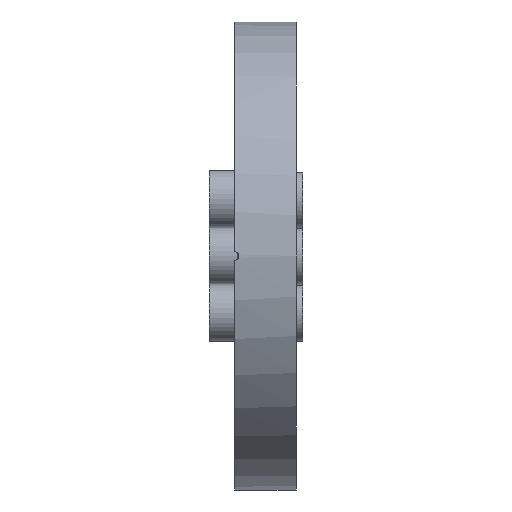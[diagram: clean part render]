
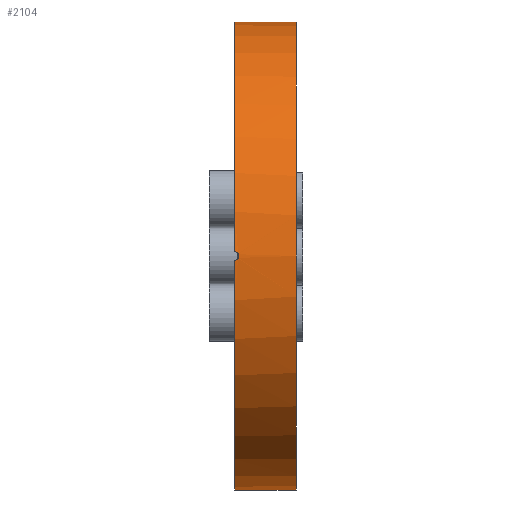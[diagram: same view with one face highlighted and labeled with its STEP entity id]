
A CAD part, left-side view. The second image highlights one B-rep face of the part: STEP entity #2104.
In plain terms, the highlighted cylindrical face has radius 57.15 mm (diameter 114.3 mm), a partial arc.
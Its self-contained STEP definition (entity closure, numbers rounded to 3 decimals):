
#36 = CARTESIAN_POINT ( 'NONE',  ( 0., -15., 0. ) ) ;
#62 = VERTEX_POINT ( 'NONE', #2209 ) ;
#177 = CARTESIAN_POINT ( 'NONE',  ( -57.143, -0.521, -0.893 ) ) ;
#206 = CARTESIAN_POINT ( 'NONE',  ( -57.141, -0.264, -1. ) ) ;
#225 = VERTEX_POINT ( 'NONE', #4224 ) ;
#261 = VECTOR ( 'NONE', #2007, 1000. ) ;
#309 = VERTEX_POINT ( 'NONE', #3061 ) ;
#325 = DIRECTION ( 'NONE',  ( 0., 0., 1. ) ) ;
#331 = DIRECTION ( 'NONE',  ( 0., 0., 1. ) ) ;
#341 = VERTEX_POINT ( 'NONE', #1345 ) ;
#367 = CARTESIAN_POINT ( 'NONE',  ( -57.148, -0.874, 0.503 ) ) ;
#672 = CARTESIAN_POINT ( 'NONE',  ( 0., -15., -57.15 ) ) ;
#678 = DIRECTION ( 'NONE',  ( 0., 1., 0. ) ) ;
#683 = CARTESIAN_POINT ( 'NONE',  ( 0., 0., 0. ) ) ;
#721 = LINE ( 'NONE', #1624, #1051 ) ;
#899 = ORIENTED_EDGE ( 'NONE', *, *, #3853, .F. ) ;
#943 = CARTESIAN_POINT ( 'NONE',  ( -57.147, -0.799, 0.615 ) ) ;
#993 = CYLINDRICAL_SURFACE ( 'NONE', #4491, 57.15 ) ;
#1051 = VECTOR ( 'NONE', #3044, 1000. ) ;
#1089 = AXIS2_PLACEMENT_3D ( 'NONE', #2764, #678, #325 ) ;
#1313 = ORIENTED_EDGE ( 'NONE', *, *, #2212, .F. ) ;
#1345 = CARTESIAN_POINT ( 'NONE',  ( 0., -15., 57.15 ) ) ;
#1439 = ORIENTED_EDGE ( 'NONE', *, *, #3879, .F. ) ;
#1451 = DIRECTION ( 'NONE',  ( 0., 1., 0. ) ) ;
#1624 = CARTESIAN_POINT ( 'NONE',  ( 0., -15., 57.15 ) ) ;
#1660 = CIRCLE ( 'NONE', #1089, 57.15 ) ;
#1676 = EDGE_CURVE ( 'NONE', #341, #225, #721, .T. ) ;
#1765 = ORIENTED_EDGE ( 'NONE', *, *, #1676, .T. ) ;
#1780 = CARTESIAN_POINT ( 'NONE',  ( -57.141, -0.132, 1. ) ) ;
#1890 = ORIENTED_EDGE ( 'NONE', *, *, #4423, .T. ) ;
#1996 = CARTESIAN_POINT ( 'NONE',  ( -57.147, -0.801, -0.613 ) ) ;
#2007 = DIRECTION ( 'NONE',  ( 0., 1., 0. ) ) ;
#2104 = ADVANCED_FACE ( 'NONE', ( #2856 ), #993, .T. ) ;
#2129 = EDGE_CURVE ( 'NONE', #309, #62, #4597, .T. ) ;
#2209 = CARTESIAN_POINT ( 'NONE',  ( -57.141, 0., -1. ) ) ;
#2212 = EDGE_CURVE ( 'NONE', #3307, #2891, #2349, .T. ) ;
#2316 = CARTESIAN_POINT ( 'NONE',  ( -57.15, -0.974, -0.261 ) ) ;
#2324 = DIRECTION ( 'NONE',  ( 0., 0., 1. ) ) ;
#2339 = CARTESIAN_POINT ( 'NONE',  ( -57.148, -0.874, -0.503 ) ) ;
#2349 = LINE ( 'NONE', #4172, #261 ) ;
#2412 = DIRECTION ( 'NONE',  ( 0., 1., 0. ) ) ;
#2503 = CARTESIAN_POINT ( 'NONE',  ( -57.141, 0., 1. ) ) ;
#2662 = CARTESIAN_POINT ( 'NONE',  ( -57.15, -1., 0.131 ) ) ;
#2764 = CARTESIAN_POINT ( 'NONE',  ( 0., -15., 0. ) ) ;
#2856 = FACE_OUTER_BOUND ( 'NONE', #3323, .T. ) ;
#2873 = CARTESIAN_POINT ( 'NONE',  ( -57.15, -0.974, 0.263 ) ) ;
#2891 = VERTEX_POINT ( 'NONE', #4323 ) ;
#3006 = CARTESIAN_POINT ( 'NONE',  ( -57.141, 0., -1. ) ) ;
#3044 = DIRECTION ( 'NONE',  ( 0., 1., 0. ) ) ;
#3061 = CARTESIAN_POINT ( 'NONE',  ( -57.141, 0., 1. ) ) ;
#3100 = CIRCLE ( 'NONE', #3466, 57.15 ) ;
#3229 = CARTESIAN_POINT ( 'NONE',  ( -57.142, -0.262, 0.974 ) ) ;
#3242 = CARTESIAN_POINT ( 'NONE',  ( -57.143, -0.504, 0.874 ) ) ;
#3307 = VERTEX_POINT ( 'NONE', #672 ) ;
#3323 = EDGE_LOOP ( 'NONE', ( #1313, #1890, #1765, #899, #3998, #1439 ) ) ;
#3382 = CIRCLE ( 'NONE', #3710, 57.15 ) ;
#3394 = CARTESIAN_POINT ( 'NONE',  ( -57.144, -0.615, 0.799 ) ) ;
#3466 = AXIS2_PLACEMENT_3D ( 'NONE', #683, #2412, #2324 ) ;
#3511 = DIRECTION ( 'NONE',  ( 0., 1., 0. ) ) ;
#3710 = AXIS2_PLACEMENT_3D ( 'NONE', #4265, #3511, #331 ) ;
#3853 = EDGE_CURVE ( 'NONE', #309, #225, #3382, .T. ) ;
#3879 = EDGE_CURVE ( 'NONE', #2891, #62, #3100, .T. ) ;
#3927 = DIRECTION ( 'NONE',  ( 0., 0., 1. ) ) ;
#3998 = ORIENTED_EDGE ( 'NONE', *, *, #2129, .T. ) ;
#4172 = CARTESIAN_POINT ( 'NONE',  ( 0., -15., -57.15 ) ) ;
#4224 = CARTESIAN_POINT ( 'NONE',  ( 0., 0., 57.15 ) ) ;
#4265 = CARTESIAN_POINT ( 'NONE',  ( 0., 0., 0. ) ) ;
#4323 = CARTESIAN_POINT ( 'NONE',  ( 0., 0., -57.15 ) ) ;
#4423 = EDGE_CURVE ( 'NONE', #3307, #341, #1660, .T. ) ;
#4491 = AXIS2_PLACEMENT_3D ( 'NONE', #36, #1451, #3927 ) ;
#4541 = CARTESIAN_POINT ( 'NONE',  ( -57.15, -1., -0.13 ) ) ;
#4597 = B_SPLINE_CURVE_WITH_KNOTS ( 'NONE', 3,
 ( #2503, #1780, #3229, #3242, #3394, #943, #367, #2873, #2662, #4541, #2316, #2339, #1996, #177, #206, #3006 ),
 .UNSPECIFIED., .F., .F.,
 ( 4, 2, 2, 2, 2, 2, 2, 4 ),
 ( 0., 0., 0.001, 0.001, 0.002, 0.002, 0.002, 0.003 ),
 .UNSPECIFIED. ) ;
